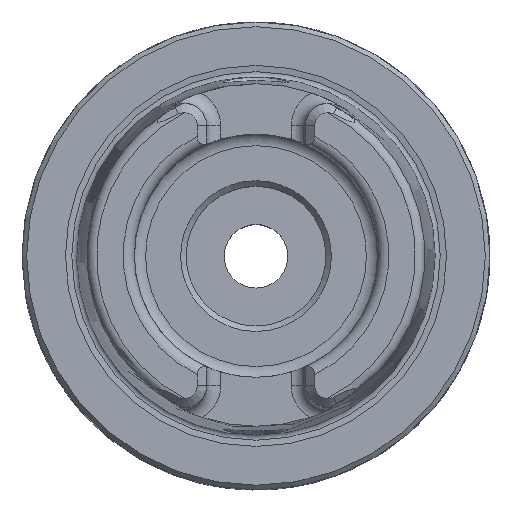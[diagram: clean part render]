
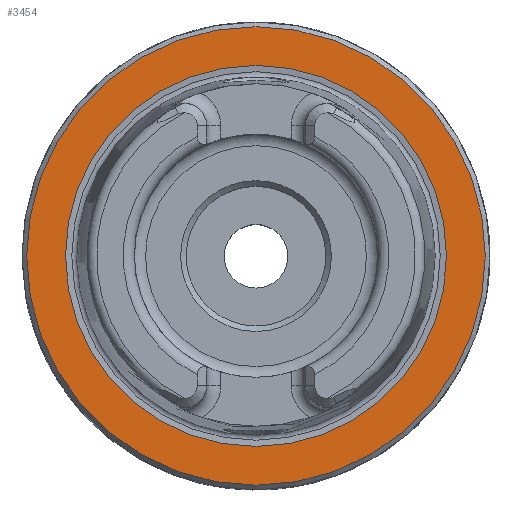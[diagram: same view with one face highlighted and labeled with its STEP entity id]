
A CAD part, top view. The second image highlights one B-rep face of the part: STEP entity #3454.
In plain terms, the highlighted planar face has unit normal (0, 0, 1).
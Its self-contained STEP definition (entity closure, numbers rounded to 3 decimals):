
#802=ORIENTED_EDGE('',*,*,#1291,.F.);
#803=ORIENTED_EDGE('',*,*,#1292,.T.);
#1291=EDGE_CURVE('',#1537,#1537,#1664,.T.);
#1292=EDGE_CURVE('',#1538,#1538,#1665,.T.);
#1537=VERTEX_POINT('',#5488);
#1538=VERTEX_POINT('',#5491);
#1664=CIRCLE('',#3694,20.354);
#1665=CIRCLE('',#3696,24.5);
#1831=EDGE_LOOP('',(#802));
#1832=EDGE_LOOP('',(#803));
#2068=FACE_BOUND('',#1831,.T.);
#2069=FACE_BOUND('',#1832,.T.);
#2242=PLANE('',#3695);
#3454=ADVANCED_FACE('',(#2068,#2069),#2242,.F.);
#3694=AXIS2_PLACEMENT_3D('',#5487,#4249,#4250);
#3695=AXIS2_PLACEMENT_3D('',#5489,#4251,#4252);
#3696=AXIS2_PLACEMENT_3D('',#5490,#4253,#4254);
#4249=DIRECTION('',(0.,0.,1.));
#4250=DIRECTION('',(1.,0.,0.));
#4251=DIRECTION('',(0.,0.,-1.));
#4252=DIRECTION('',(-1.,0.,0.));
#4253=DIRECTION('',(0.,0.,1.));
#4254=DIRECTION('',(1.,0.,0.));
#5487=CARTESIAN_POINT('',(0.,0.,0.));
#5488=CARTESIAN_POINT('',(20.354,0.,0.));
#5489=CARTESIAN_POINT('',(24.5,0.,0.));
#5490=CARTESIAN_POINT('',(0.,0.,0.));
#5491=CARTESIAN_POINT('',(24.5,0.,0.));
